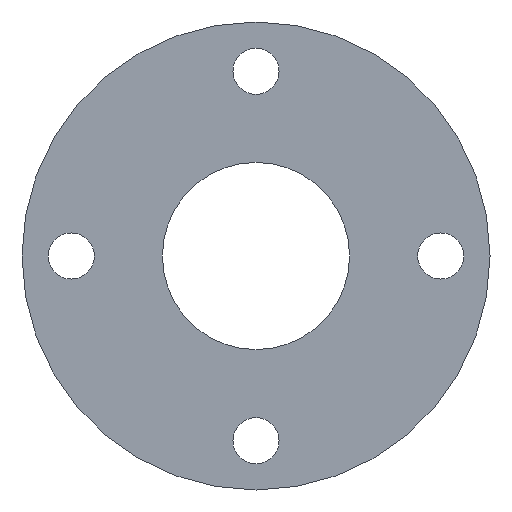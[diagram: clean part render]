
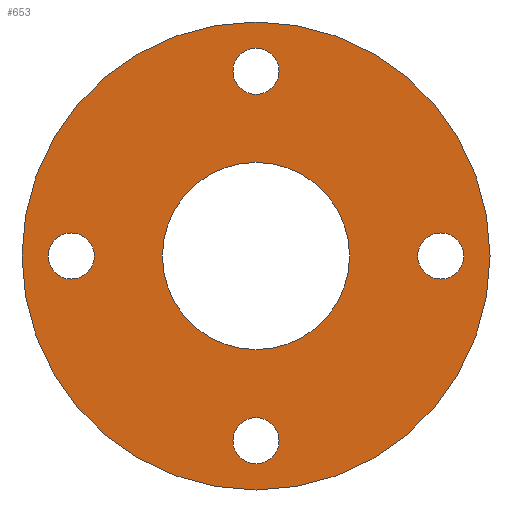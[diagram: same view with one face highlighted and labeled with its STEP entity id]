
A CAD part, front view. The second image highlights one B-rep face of the part: STEP entity #653.
In plain terms, the highlighted planar face has unit normal (0, -1, 0).
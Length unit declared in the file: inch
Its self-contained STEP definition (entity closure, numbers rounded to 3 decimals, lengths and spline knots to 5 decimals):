
#1 = AXIS2_PLACEMENT_3D ( 'NONE', #568, #453, #336 ) ;
#4 = ORIENTED_EDGE ( 'NONE', *, *, #356, .T. ) ;
#5 = EDGE_CURVE ( 'NONE', #452, #694, #547, .T. ) ;
#10 = CIRCLE ( 'NONE', #719, 0.37442 ) ;
#11 = EDGE_CURVE ( 'NONE', #694, #452, #565, .T. ) ;
#16 = CARTESIAN_POINT ( 'NONE',  ( 0., 0., 0. ) ) ;
#23 = ORIENTED_EDGE ( 'NONE', *, *, #667, .F. ) ;
#30 = DIRECTION ( 'NONE',  ( 0., 1., 0. ) ) ;
#31 = AXIS2_PLACEMENT_3D ( 'NONE', #357, #707, #470 ) ;
#32 = DIRECTION ( 'NONE',  ( 0., 0., 1. ) ) ;
#36 = DIRECTION ( 'NONE',  ( 0., 0., 1. ) ) ;
#39 = FACE_BOUND ( 'NONE', #735, .T. ) ;
#40 = DIRECTION ( 'NONE',  ( 0., 0., 1. ) ) ;
#43 = DIRECTION ( 'NONE',  ( 0., 1., 0. ) ) ;
#45 = CARTESIAN_POINT ( 'NONE',  ( 0., 0., 0. ) ) ;
#52 = EDGE_LOOP ( 'NONE', ( #744, #23 ) ) ;
#58 = FACE_BOUND ( 'NONE', #273, .T. ) ;
#60 = VERTEX_POINT ( 'NONE', #145 ) ;
#87 = CIRCLE ( 'NONE', #31, 3.79963 ) ;
#102 = DIRECTION ( 'NONE',  ( 0., 1., 0. ) ) ;
#111 = VERTEX_POINT ( 'NONE', #716 ) ;
#133 = CARTESIAN_POINT ( 'NONE',  ( 0., 0., -3. ) ) ;
#134 = DIRECTION ( 'NONE',  ( 0., 0., 1. ) ) ;
#140 = VERTEX_POINT ( 'NONE', #671 ) ;
#145 = CARTESIAN_POINT ( 'NONE',  ( 0., 0., -3.79963 ) ) ;
#148 = FACE_BOUND ( 'NONE', #252, .T. ) ;
#149 = CIRCLE ( 'NONE', #219, 0.37442 ) ;
#150 = EDGE_CURVE ( 'NONE', #111, #324, #156, .T. ) ;
#153 = CARTESIAN_POINT ( 'NONE',  ( 0., 0., -3. ) ) ;
#156 = CIRCLE ( 'NONE', #197, 0.37442 ) ;
#157 = ORIENTED_EDGE ( 'NONE', *, *, #495, .T. ) ;
#163 = CIRCLE ( 'NONE', #534, 0.37442 ) ;
#171 = VERTEX_POINT ( 'NONE', #491 ) ;
#182 = EDGE_CURVE ( 'NONE', #140, #579, #417, .T. ) ;
#195 = CARTESIAN_POINT ( 'NONE',  ( 0., 0., 3. ) ) ;
#197 = AXIS2_PLACEMENT_3D ( 'NONE', #206, #730, #36 ) ;
#198 = CARTESIAN_POINT ( 'NONE',  ( -3., 0., 0. ) ) ;
#206 = CARTESIAN_POINT ( 'NONE',  ( 3., 0., 0. ) ) ;
#209 = ORIENTED_EDGE ( 'NONE', *, *, #394, .T. ) ;
#215 = CARTESIAN_POINT ( 'NONE',  ( 0., 0., -1.51985 ) ) ;
#217 = ORIENTED_EDGE ( 'NONE', *, *, #150, .T. ) ;
#219 = AXIS2_PLACEMENT_3D ( 'NONE', #700, #422, #291 ) ;
#220 = CARTESIAN_POINT ( 'NONE',  ( 0., 0., 1.51985 ) ) ;
#221 = DIRECTION ( 'NONE',  ( 0., 0., 1. ) ) ;
#234 = FACE_BOUND ( 'NONE', #487, .T. ) ;
#244 = VERTEX_POINT ( 'NONE', #692 ) ;
#245 = EDGE_CURVE ( 'NONE', #324, #111, #149, .T. ) ;
#252 = EDGE_LOOP ( 'NONE', ( #353, #420 ) ) ;
#256 = AXIS2_PLACEMENT_3D ( 'NONE', #407, #515, #463 ) ;
#263 = PLANE ( 'NONE',  #502 ) ;
#268 = DIRECTION ( 'NONE',  ( 0., 0., 1. ) ) ;
#273 = EDGE_LOOP ( 'NONE', ( #209, #486 ) ) ;
#283 = AXIS2_PLACEMENT_3D ( 'NONE', #16, #298, #714 ) ;
#291 = DIRECTION ( 'NONE',  ( 0., 0., 1. ) ) ;
#298 = DIRECTION ( 'NONE',  ( 0., 1., 0. ) ) ;
#316 = EDGE_CURVE ( 'NONE', #579, #140, #563, .T. ) ;
#324 = VERTEX_POINT ( 'NONE', #428 ) ;
#325 = AXIS2_PLACEMENT_3D ( 'NONE', #375, #548, #374 ) ;
#336 = DIRECTION ( 'NONE',  ( 0., 0., 1. ) ) ;
#353 = ORIENTED_EDGE ( 'NONE', *, *, #182, .T. ) ;
#355 = DIRECTION ( 'NONE',  ( 0., 1., 0. ) ) ;
#356 = EDGE_CURVE ( 'NONE', #725, #244, #448, .T. ) ;
#357 = CARTESIAN_POINT ( 'NONE',  ( 0., 0., 0. ) ) ;
#374 = DIRECTION ( 'NONE',  ( 0., 0., 1. ) ) ;
#375 = CARTESIAN_POINT ( 'NONE',  ( 0., 0., 0. ) ) ;
#384 = CARTESIAN_POINT ( 'NONE',  ( 0., 0., 0. ) ) ;
#389 = FACE_OUTER_BOUND ( 'NONE', #52, .T. ) ;
#392 = CARTESIAN_POINT ( 'NONE',  ( 0., 0., 3.37442 ) ) ;
#393 = CARTESIAN_POINT ( 'NONE',  ( 0., 0., -3.37442 ) ) ;
#394 = EDGE_CURVE ( 'NONE', #523, #636, #477, .T. ) ;
#407 = CARTESIAN_POINT ( 'NONE',  ( -3., 0., 0. ) ) ;
#417 = CIRCLE ( 'NONE', #256, 0.37442 ) ;
#419 = EDGE_LOOP ( 'NONE', ( #217, #737 ) ) ;
#420 = ORIENTED_EDGE ( 'NONE', *, *, #316, .T. ) ;
#422 = DIRECTION ( 'NONE',  ( 0., 1., 0. ) ) ;
#428 = CARTESIAN_POINT ( 'NONE',  ( 3., 0., 0.37442 ) ) ;
#435 = DIRECTION ( 'NONE',  ( 0., 0., 1. ) ) ;
#448 = CIRCLE ( 'NONE', #449, 0.37442 ) ;
#449 = AXIS2_PLACEMENT_3D ( 'NONE', #153, #43, #435 ) ;
#452 = VERTEX_POINT ( 'NONE', #215 ) ;
#453 = DIRECTION ( 'NONE',  ( 0., 1., 0. ) ) ;
#463 = DIRECTION ( 'NONE',  ( 0., 0., 1. ) ) ;
#465 = AXIS2_PLACEMENT_3D ( 'NONE', #45, #102, #221 ) ;
#470 = DIRECTION ( 'NONE',  ( 0., 0., 1. ) ) ;
#477 = CIRCLE ( 'NONE', #1, 0.37442 ) ;
#486 = ORIENTED_EDGE ( 'NONE', *, *, #556, .T. ) ;
#487 = EDGE_LOOP ( 'NONE', ( #558, #691 ) ) ;
#491 = CARTESIAN_POINT ( 'NONE',  ( 0., 0., 3.79963 ) ) ;
#495 = EDGE_CURVE ( 'NONE', #244, #725, #163, .T. ) ;
#501 = CIRCLE ( 'NONE', #465, 3.79963 ) ;
#502 = AXIS2_PLACEMENT_3D ( 'NONE', #384, #681, #40 ) ;
#507 = EDGE_CURVE ( 'NONE', #60, #171, #87, .T. ) ;
#515 = DIRECTION ( 'NONE',  ( 0., 1., 0. ) ) ;
#523 = VERTEX_POINT ( 'NONE', #532 ) ;
#525 = CARTESIAN_POINT ( 'NONE',  ( -3., 0., 0.37442 ) ) ;
#532 = CARTESIAN_POINT ( 'NONE',  ( 0., 0., 2.62558 ) ) ;
#534 = AXIS2_PLACEMENT_3D ( 'NONE', #133, #355, #134 ) ;
#546 = FACE_BOUND ( 'NONE', #419, .T. ) ;
#547 = CIRCLE ( 'NONE', #283, 1.51985 ) ;
#548 = DIRECTION ( 'NONE',  ( 0., 1., 0. ) ) ;
#556 = EDGE_CURVE ( 'NONE', #636, #523, #10, .T. ) ;
#558 = ORIENTED_EDGE ( 'NONE', *, *, #5, .T. ) ;
#563 = CIRCLE ( 'NONE', #569, 0.37442 ) ;
#565 = CIRCLE ( 'NONE', #325, 1.51985 ) ;
#568 = CARTESIAN_POINT ( 'NONE',  ( 0., 0., 3. ) ) ;
#569 = AXIS2_PLACEMENT_3D ( 'NONE', #198, #30, #32 ) ;
#579 = VERTEX_POINT ( 'NONE', #525 ) ;
#636 = VERTEX_POINT ( 'NONE', #392 ) ;
#653 = ADVANCED_FACE ( 'NONE', ( #58, #148, #39, #546, #389, #234 ), #263, .F. ) ;
#667 = EDGE_CURVE ( 'NONE', #171, #60, #501, .T. ) ;
#671 = CARTESIAN_POINT ( 'NONE',  ( -3., 0., -0.37442 ) ) ;
#672 = DIRECTION ( 'NONE',  ( 0., 1., 0. ) ) ;
#681 = DIRECTION ( 'NONE',  ( 0., 1., 0. ) ) ;
#691 = ORIENTED_EDGE ( 'NONE', *, *, #11, .T. ) ;
#692 = CARTESIAN_POINT ( 'NONE',  ( 0., 0., -2.62558 ) ) ;
#694 = VERTEX_POINT ( 'NONE', #220 ) ;
#700 = CARTESIAN_POINT ( 'NONE',  ( 3., 0., 0. ) ) ;
#707 = DIRECTION ( 'NONE',  ( 0., 1., 0. ) ) ;
#714 = DIRECTION ( 'NONE',  ( 0., 0., 1. ) ) ;
#716 = CARTESIAN_POINT ( 'NONE',  ( 3., 0., -0.37442 ) ) ;
#719 = AXIS2_PLACEMENT_3D ( 'NONE', #195, #672, #268 ) ;
#725 = VERTEX_POINT ( 'NONE', #393 ) ;
#730 = DIRECTION ( 'NONE',  ( 0., 1., 0. ) ) ;
#735 = EDGE_LOOP ( 'NONE', ( #4, #157 ) ) ;
#737 = ORIENTED_EDGE ( 'NONE', *, *, #245, .T. ) ;
#744 = ORIENTED_EDGE ( 'NONE', *, *, #507, .F. ) ;
